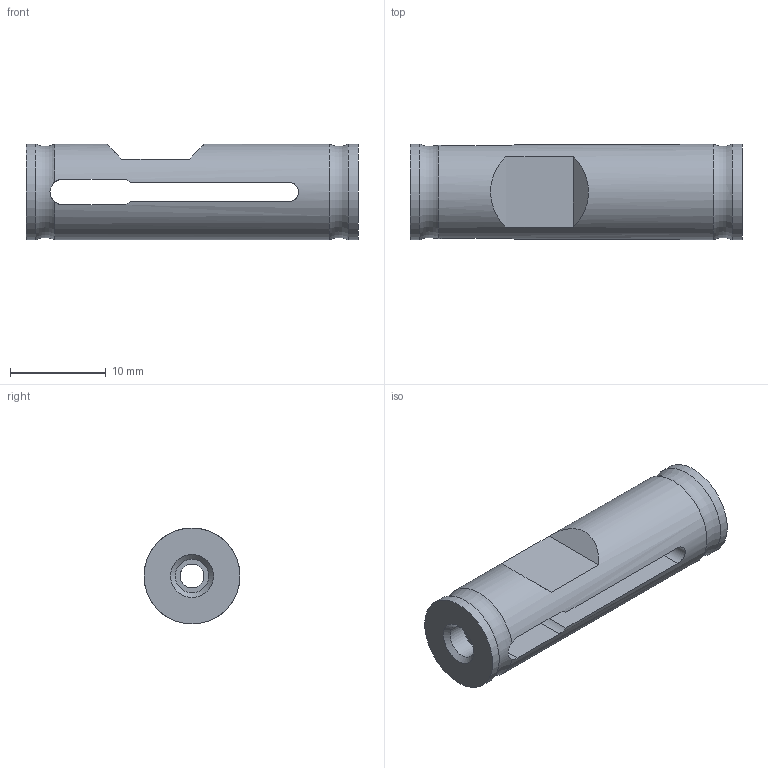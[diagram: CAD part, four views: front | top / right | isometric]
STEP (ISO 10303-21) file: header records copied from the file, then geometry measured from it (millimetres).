
FILE_DESCRIPTION( ( 'Unknown' ), '1' );
FILE_NAME( '704.04.1035.stp', 'Unknown', ( 'Unknown' ), ( 'Unknown' ), 'PSStep 15.0.49', 'Unknown', ' ' );
FILE_SCHEMA( ( 'AUTOMOTIVE_DESIGN { 1 0 10303 214 1 1 1 1 }' ) );
Length unit declared in the file: millimetre
Products named in the file (1): 1
Bounding box: 34.6 x 10 x 10 mm (x, y, z)
Volume: 1919.1 mm3; surface area: 1749.7 mm2
Topology: 1 solids, 1 shells, 29 faces, 83 edges, 54 vertices
Faces by surface type: plane 14, cylinder 11, cone 2, torus 2
Full cylindrical faces by diameter (mm): 2.5 x1, 3.5 x2, 10 x3
Entity records: 1256 total; most frequent: CARTESIAN_POINT 345, ORIENTED_EDGE 132, DIRECTION 124, EDGE_CURVE 66, VERTEX_POINT 48, AXIS2_PLACEMENT_3D 47, EDGE_LOOP 44, FACE_OUTER_BOUND 37
